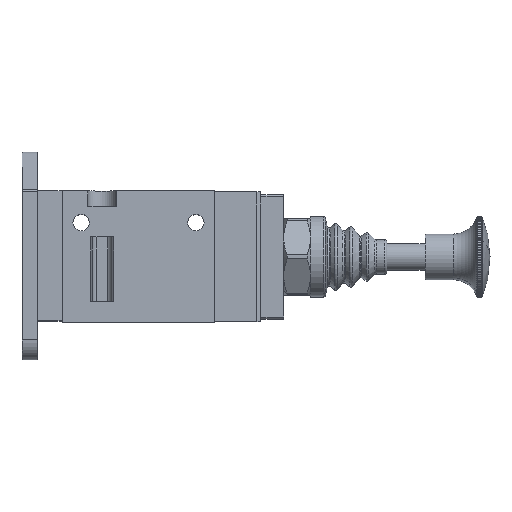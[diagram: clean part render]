
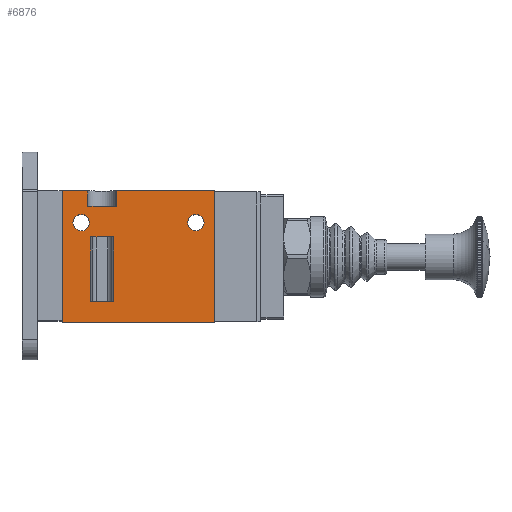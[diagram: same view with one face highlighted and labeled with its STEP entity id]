
A CAD part, top view. The second image highlights one B-rep face of the part: STEP entity #6876.
In plain terms, the highlighted planar face has unit normal (0, 0, 1).
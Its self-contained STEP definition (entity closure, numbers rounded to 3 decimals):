
#402 = CARTESIAN_POINT ( 'NONE',  ( -15., 8.95, 13.25 ) ) ;
#404 = DIRECTION ( 'NONE',  ( 0., 0., 1. ) ) ;
#406 = DIRECTION ( 'NONE',  ( 1., 0., 0. ) ) ;
#423 = CARTESIAN_POINT ( 'NONE',  ( 15., 8.95, 13.25 ) ) ;
#425 = DIRECTION ( 'NONE',  ( 0., 0., 1. ) ) ;
#427 = DIRECTION ( 'NONE',  ( 1., 0., 0. ) ) ;
#803 = CARTESIAN_POINT ( 'NONE',  ( -12.5, -11.75, 13.25 ) ) ;
#805 = DIRECTION ( 'NONE',  ( 1., 0., 0. ) ) ;
#833 = CARTESIAN_POINT ( 'NONE',  ( -12.5, 5.25, 13.25 ) ) ;
#835 = DIRECTION ( 'NONE',  ( 1., 0., 0. ) ) ;
#3863 = EDGE_CURVE ( 'NONE', #13334, #13332, #17203, .T. ) ;
#3873 = EDGE_CURVE ( 'NONE', #13322, #13319, #17209, .T. ) ;
#4025 = EDGE_CURVE ( 'NONE', #12916, #12913, #17297, .T. ) ;
#4039 = EDGE_CURVE ( 'NONE', #12898, #12900, #17307, .T. ) ;
#4252 = EDGE_CURVE ( 'NONE', #12665, #12660, #17406, .T. ) ;
#4350 = EDGE_CURVE ( 'NONE', #12424, #12426, #17455, .T. ) ;
#4359 = EDGE_CURVE ( 'NONE', #12420, #12421, #17462, .T. ) ;
#4376 = EDGE_CURVE ( 'NONE', #13332, #13334, #17475, .T. ) ;
#4378 = EDGE_CURVE ( 'NONE', #13319, #13322, #17477, .T. ) ;
#4380 = EDGE_CURVE ( 'NONE', #12913, #12900, #17476, .T. ) ;
#4383 = EDGE_CURVE ( 'NONE', #12916, #12898, #17479, .T. ) ;
#4385 = EDGE_CURVE ( 'NONE', #12426, #12665, #17481, .T. ) ;
#4388 = EDGE_CURVE ( 'NONE', #12660, #12420, #17483, .T. ) ;
#4389 = EDGE_CURVE ( 'NONE', #12415, #12421, #17485, .T. ) ;
#4391 = EDGE_CURVE ( 'NONE', #12414, #12415, #17487, .T. ) ;
#4394 = EDGE_CURVE ( 'NONE', #12414, #12424, #17489, .T. ) ;
#6876 = ADVANCED_FACE ( 'NONE', ( #27624, #27625, #27626, #27627 ), #14353, .T. ) ;
#12414 = VERTEX_POINT ( 'NONE', #34895 ) ;
#12415 = VERTEX_POINT ( 'NONE', #34896 ) ;
#12420 = VERTEX_POINT ( 'NONE', #34901 ) ;
#12421 = VERTEX_POINT ( 'NONE', #34902 ) ;
#12424 = VERTEX_POINT ( 'NONE', #34905 ) ;
#12426 = VERTEX_POINT ( 'NONE', #34907 ) ;
#12660 = VERTEX_POINT ( 'NONE', #35132 ) ;
#12665 = VERTEX_POINT ( 'NONE', #35137 ) ;
#12898 = VERTEX_POINT ( 'NONE', #35310 ) ;
#12900 = VERTEX_POINT ( 'NONE', #35312 ) ;
#12913 = VERTEX_POINT ( 'NONE', #35321 ) ;
#12916 = VERTEX_POINT ( 'NONE', #35323 ) ;
#13319 = VERTEX_POINT ( 'NONE', #35576 ) ;
#13322 = VERTEX_POINT ( 'NONE', #35578 ) ;
#13332 = VERTEX_POINT ( 'NONE', #35585 ) ;
#13334 = VERTEX_POINT ( 'NONE', #35587 ) ;
#14353 = PLANE ( 'NONE',  #26002 ) ;
#14354 = CARTESIAN_POINT ( 'NONE',  ( -20.5, -17.25, 13.25 ) ) ;
#14355 = DIRECTION ( 'NONE',  ( 0., 0., 1. ) ) ;
#14356 = DIRECTION ( 'NONE',  ( 1., 0., 0. ) ) ;
#17203 = CIRCLE ( 'NONE', #31195, 2.15 ) ;
#17209 = CIRCLE ( 'NONE', #31197, 2.15 ) ;
#17297 = LINE ( 'NONE', #803, #17298 ) ;
#17298 = VECTOR ( 'NONE', #805, 1000. ) ;
#17307 = LINE ( 'NONE', #833, #17308 ) ;
#17308 = VECTOR ( 'NONE', #835, 1000. ) ;
#17406 = LINE ( 'NONE', #31715, #17407 ) ;
#17407 = VECTOR ( 'NONE', #31716, 1000. ) ;
#17455 = LINE ( 'NONE', #31984, #17456 ) ;
#17456 = VECTOR ( 'NONE', #31985, 1000. ) ;
#17462 = LINE ( 'NONE', #31993, #17463 ) ;
#17463 = VECTOR ( 'NONE', #31994, 1000. ) ;
#17475 = CIRCLE ( 'NONE', #31247, 2.15 ) ;
#17476 = LINE ( 'NONE', #32014, #17478 ) ;
#17477 = CIRCLE ( 'NONE', #31248, 2.15 ) ;
#17478 = VECTOR ( 'NONE', #32015, 1000. ) ;
#17479 = LINE ( 'NONE', #32016, #17480 ) ;
#17480 = VECTOR ( 'NONE', #32017, 1000. ) ;
#17481 = LINE ( 'NONE', #32018, #17482 ) ;
#17482 = VECTOR ( 'NONE', #32019, 1000. ) ;
#17483 = LINE ( 'NONE', #32020, #17484 ) ;
#17484 = VECTOR ( 'NONE', #32021, 1000. ) ;
#17485 = LINE ( 'NONE', #32022, #17486 ) ;
#17486 = VECTOR ( 'NONE', #32023, 1000. ) ;
#17487 = LINE ( 'NONE', #32024, #17488 ) ;
#17488 = VECTOR ( 'NONE', #32025, 1000. ) ;
#17489 = LINE ( 'NONE', #32026, #17490 ) ;
#17490 = VECTOR ( 'NONE', #32027, 1000. ) ;
#26002 = AXIS2_PLACEMENT_3D ( 'NONE', #14354, #14355, #14356 ) ;
#27624 = FACE_BOUND ( 'NONE', #37066, .T. ) ;
#27625 = FACE_BOUND ( 'NONE', #37065, .T. ) ;
#27626 = FACE_BOUND ( 'NONE', #37064, .T. ) ;
#27627 = FACE_OUTER_BOUND ( 'NONE', #37063, .T. ) ;
#28449 = ORIENTED_EDGE ( 'NONE', *, *, #4376, .F. ) ;
#28450 = ORIENTED_EDGE ( 'NONE', *, *, #3863, .F. ) ;
#28451 = ORIENTED_EDGE ( 'NONE', *, *, #4378, .F. ) ;
#28452 = ORIENTED_EDGE ( 'NONE', *, *, #3873, .F. ) ;
#28453 = ORIENTED_EDGE ( 'NONE', *, *, #4380, .F. ) ;
#28454 = ORIENTED_EDGE ( 'NONE', *, *, #4025, .F. ) ;
#28455 = ORIENTED_EDGE ( 'NONE', *, *, #4383, .T. ) ;
#28456 = ORIENTED_EDGE ( 'NONE', *, *, #4039, .T. ) ;
#28457 = ORIENTED_EDGE ( 'NONE', *, *, #4350, .T. ) ;
#28458 = ORIENTED_EDGE ( 'NONE', *, *, #4385, .T. ) ;
#28459 = ORIENTED_EDGE ( 'NONE', *, *, #4252, .T. ) ;
#28460 = ORIENTED_EDGE ( 'NONE', *, *, #4388, .T. ) ;
#28461 = ORIENTED_EDGE ( 'NONE', *, *, #4359, .T. ) ;
#28462 = ORIENTED_EDGE ( 'NONE', *, *, #4389, .F. ) ;
#28463 = ORIENTED_EDGE ( 'NONE', *, *, #4391, .F. ) ;
#28464 = ORIENTED_EDGE ( 'NONE', *, *, #4394, .T. ) ;
#31195 = AXIS2_PLACEMENT_3D ( 'NONE', #402, #404, #406 ) ;
#31197 = AXIS2_PLACEMENT_3D ( 'NONE', #423, #425, #427 ) ;
#31247 = AXIS2_PLACEMENT_3D ( 'NONE', #32008, #32009, #32010 ) ;
#31248 = AXIS2_PLACEMENT_3D ( 'NONE', #32011, #32012, #32013 ) ;
#31715 = CARTESIAN_POINT ( 'NONE',  ( -20.5, -17.25, 13.25 ) ) ;
#31716 = DIRECTION ( 'NONE',  ( 1., 0., 0. ) ) ;
#31984 = CARTESIAN_POINT ( 'NONE',  ( -20.5, 17.25, 13.25 ) ) ;
#31985 = DIRECTION ( 'NONE',  ( -1., 0., 0. ) ) ;
#31993 = CARTESIAN_POINT ( 'NONE',  ( -20.5, 17.25, 13.25 ) ) ;
#31994 = DIRECTION ( 'NONE',  ( -1., 0., 0. ) ) ;
#32008 = CARTESIAN_POINT ( 'NONE',  ( -15., 8.95, 13.25 ) ) ;
#32009 = DIRECTION ( 'NONE',  ( 0., 0., 1. ) ) ;
#32010 = DIRECTION ( 'NONE',  ( 1., 0., 0. ) ) ;
#32011 = CARTESIAN_POINT ( 'NONE',  ( 15., 8.95, 13.25 ) ) ;
#32012 = DIRECTION ( 'NONE',  ( 0., 0., 1. ) ) ;
#32013 = DIRECTION ( 'NONE',  ( 1., 0., 0. ) ) ;
#32014 = CARTESIAN_POINT ( 'NONE',  ( -6.5, -11.75, 13.25 ) ) ;
#32015 = DIRECTION ( 'NONE',  ( 0., 1., 0. ) ) ;
#32016 = CARTESIAN_POINT ( 'NONE',  ( -12.5, -11.75, 13.25 ) ) ;
#32017 = DIRECTION ( 'NONE',  ( 0., 1., 0. ) ) ;
#32018 = CARTESIAN_POINT ( 'NONE',  ( -20., -17.25, 13.25 ) ) ;
#32019 = DIRECTION ( 'NONE',  ( 0., -1., 0. ) ) ;
#32020 = CARTESIAN_POINT ( 'NONE',  ( 20., -17.25, 13.25 ) ) ;
#32021 = DIRECTION ( 'NONE',  ( 0., 1., 0. ) ) ;
#32022 = CARTESIAN_POINT ( 'NONE',  ( -5.75, 13.25, 13.25 ) ) ;
#32023 = DIRECTION ( 'NONE',  ( 0., 1., 0. ) ) ;
#32024 = CARTESIAN_POINT ( 'NONE',  ( -13.25, 13.25, 13.25 ) ) ;
#32025 = DIRECTION ( 'NONE',  ( 1., 0., 0. ) ) ;
#32026 = CARTESIAN_POINT ( 'NONE',  ( -13.25, 13.25, 13.25 ) ) ;
#32027 = DIRECTION ( 'NONE',  ( 0., 1., 0. ) ) ;
#34895 = CARTESIAN_POINT ( 'NONE',  ( -13.25, 13.25, 13.25 ) ) ;
#34896 = CARTESIAN_POINT ( 'NONE',  ( -5.75, 13.25, 13.25 ) ) ;
#34901 = CARTESIAN_POINT ( 'NONE',  ( 20., 17.25, 13.25 ) ) ;
#34902 = CARTESIAN_POINT ( 'NONE',  ( -5.75, 17.25, 13.25 ) ) ;
#34905 = CARTESIAN_POINT ( 'NONE',  ( -13.25, 17.25, 13.25 ) ) ;
#34907 = CARTESIAN_POINT ( 'NONE',  ( -20., 17.25, 13.25 ) ) ;
#35132 = CARTESIAN_POINT ( 'NONE',  ( 20., -17.25, 13.25 ) ) ;
#35137 = CARTESIAN_POINT ( 'NONE',  ( -20., -17.25, 13.25 ) ) ;
#35310 = CARTESIAN_POINT ( 'NONE',  ( -12.5, 5.25, 13.25 ) ) ;
#35312 = CARTESIAN_POINT ( 'NONE',  ( -6.5, 5.25, 13.25 ) ) ;
#35321 = CARTESIAN_POINT ( 'NONE',  ( -6.5, -11.75, 13.25 ) ) ;
#35323 = CARTESIAN_POINT ( 'NONE',  ( -12.5, -11.75, 13.25 ) ) ;
#35576 = CARTESIAN_POINT ( 'NONE',  ( 17.15, 8.95, 13.25 ) ) ;
#35578 = CARTESIAN_POINT ( 'NONE',  ( 12.85, 8.95, 13.25 ) ) ;
#35585 = CARTESIAN_POINT ( 'NONE',  ( -12.85, 8.95, 13.25 ) ) ;
#35587 = CARTESIAN_POINT ( 'NONE',  ( -17.15, 8.95, 13.25 ) ) ;
#37063 = EDGE_LOOP ( 'NONE', ( #28457, #28458, #28459, #28460, #28461, #28462, #28463, #28464 ) ) ;
#37064 = EDGE_LOOP ( 'NONE', ( #28453, #28454, #28455, #28456 ) ) ;
#37065 = EDGE_LOOP ( 'NONE', ( #28451, #28452 ) ) ;
#37066 = EDGE_LOOP ( 'NONE', ( #28449, #28450 ) ) ;
